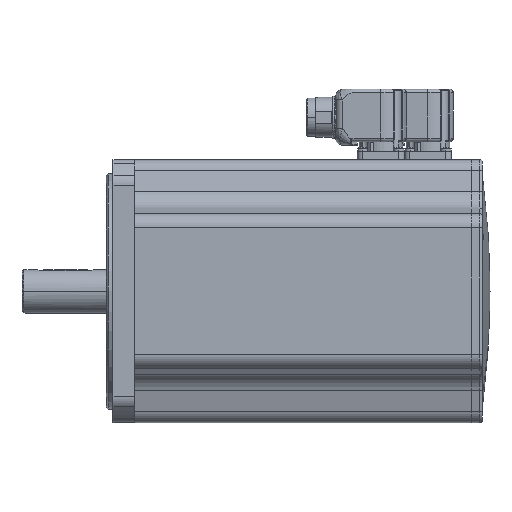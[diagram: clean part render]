
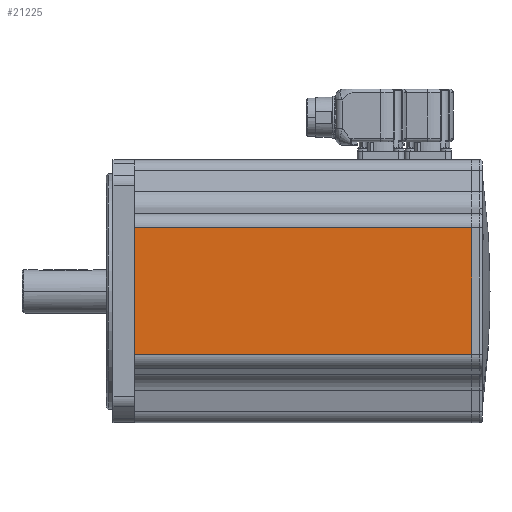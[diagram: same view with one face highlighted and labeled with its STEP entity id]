
A CAD part, top view. The second image highlights one B-rep face of the part: STEP entity #21225.
In plain terms, the highlighted planar face has unit normal (0, 0, 1).
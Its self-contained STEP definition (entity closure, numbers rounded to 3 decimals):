
#20690=DIRECTION('',(-1.,0.,0.));
#20691=VECTOR('',#20690,186.);
#20692=CARTESIAN_POINT('',(248.,-34.941,72.5));
#20693=LINE('',#20692,#20691);
#20694=DIRECTION('',(0.,1.,0.));
#20695=VECTOR('',#20694,69.883);
#20696=CARTESIAN_POINT('',(62.,-34.941,72.5));
#20697=LINE('',#20696,#20695);
#20698=DIRECTION('',(-1.,0.,0.));
#20699=VECTOR('',#20698,186.);
#20700=CARTESIAN_POINT('',(248.,34.941,72.5));
#20701=LINE('',#20700,#20699);
#20702=DIRECTION('',(0.,-1.,0.));
#20703=VECTOR('',#20702,69.883);
#20704=CARTESIAN_POINT('',(248.,34.941,72.5));
#20705=LINE('',#20704,#20703);
#21013=CARTESIAN_POINT('',(62.,-34.941,72.5));
#21015=VERTEX_POINT('',#21013);
#21016=CARTESIAN_POINT('',(248.,-34.941,72.5));
#21017=VERTEX_POINT('',#21016);
#21020=CARTESIAN_POINT('',(62.,34.941,72.5));
#21022=VERTEX_POINT('',#21020);
#21026=CARTESIAN_POINT('',(248.,34.941,72.5));
#21027=VERTEX_POINT('',#21026);
#21211=CARTESIAN_POINT('',(62.,41.08,72.5));
#21212=DIRECTION('',(0.,0.,1.));
#21213=DIRECTION('',(0.,-1.,0.));
#21214=AXIS2_PLACEMENT_3D('',#21211,#21212,#21213);
#21215=PLANE('',#21214);
#21217=ORIENTED_EDGE('',*,*,#21216,.T.);
#21219=ORIENTED_EDGE('',*,*,#21218,.T.);
#21220=ORIENTED_EDGE('',*,*,#21206,.F.);
#21222=ORIENTED_EDGE('',*,*,#21221,.T.);
#21223=EDGE_LOOP('',(#21217,#21219,#21220,#21222));
#21224=FACE_OUTER_BOUND('',#21223,.F.);
#21225=ADVANCED_FACE('',(#21224),#21215,.T.);
#21206=EDGE_CURVE('',#21027,#21022,#20701,.T.);
#21216=EDGE_CURVE('',#21017,#21015,#20693,.T.);
#21218=EDGE_CURVE('',#21015,#21022,#20697,.T.);
#21221=EDGE_CURVE('',#21027,#21017,#20705,.T.);
